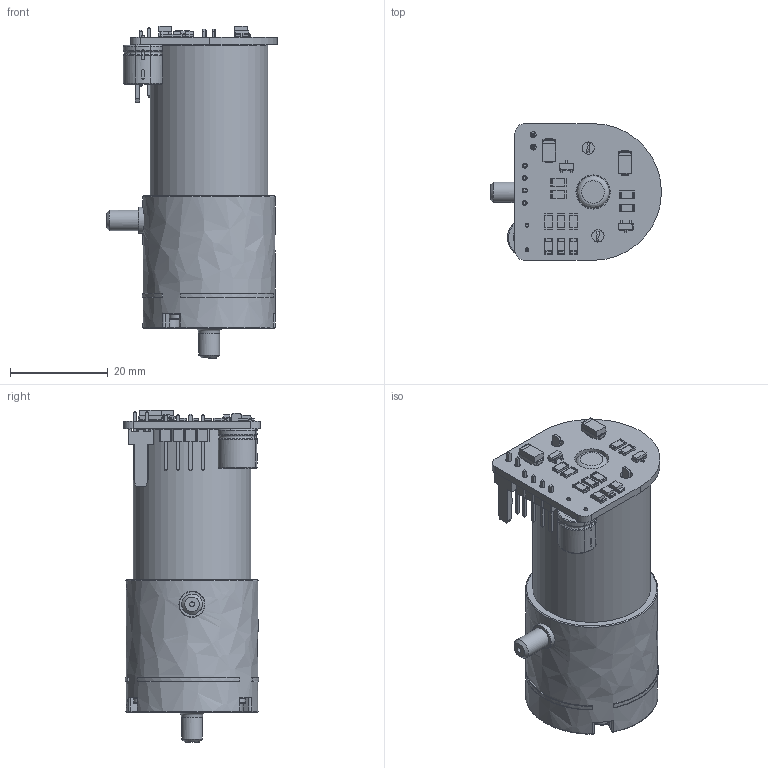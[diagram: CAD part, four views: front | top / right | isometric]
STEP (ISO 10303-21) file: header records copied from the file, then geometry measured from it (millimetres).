
FILE_DESCRIPTION(('KiCad electronic assembly'),'2;1');
FILE_NAME('PumpBoard-2026.step','2026-01-25T23:18:22',('Pcbnew'),( 'Kicad'),'Open CASCADE STEP processor 7.6','KiCad to STEP converter' ,'Unknown');
FILE_SCHEMA(('AUTOMOTIVE_DESIGN { 1 0 10303 214 1 1 1 1 }'));
Length unit declared in the file: millimetre
Products named in the file (10): PumpBoard-2026 1; R_1206_3216Metric; D_SMA; LED_1206_3216Metric; SOT-23; CP_Radial_D8.0mm_P5.00mm; MICRO-POMPE 370 v2; Molex_KK-254_AE-6410-02A_1x02_P2.54mm_Vertical; PinHeader_1x04_P2.54mm_Vertical; PumpBoard-2026_PCB
Assembly tree (19 placements, depth 2):
  PumpBoard-2026 1
    R_1206_3216Metric  x7
    D_SMA  x2
    LED_1206_3216Metric  x3
    SOT-23  x2
    CP_Radial_D8.0mm_P5.00mm
    MICRO-POMPE 370 v2
    Molex_KK-254_AE-6410-02A_1x02_P2.54mm_Vertical
    PinHeader_1x04_P2.54mm_Vertical
    PumpBoard-2026_PCB
Bounding box: 35 x 28 x 68 mm (x, y, z)
Volume: 32148 mm3; surface area: 11249.4 mm2
Topology: 30 solids, 31 shells, 955 faces, 3136 edges, 2971 vertices
Faces by surface type: plane 580, bspline 225, cylinder 142, revolution 6, torus 2
Full cylindrical faces by diameter (mm): 0.5 x2, 0.8 x2, 1 x4, 1.19 x2, 2.5 x2, 7 x1
Entity records: 23884 total; most frequent: CARTESIAN_POINT 9465, ORIENTED_EDGE 2874, DIRECTION 1945, EDGE_CURVE 1437, VERTEX_POINT 918, LINE 839, VECTOR 839, B_SPLINE_CURVE_WITH_KNOTS 760
